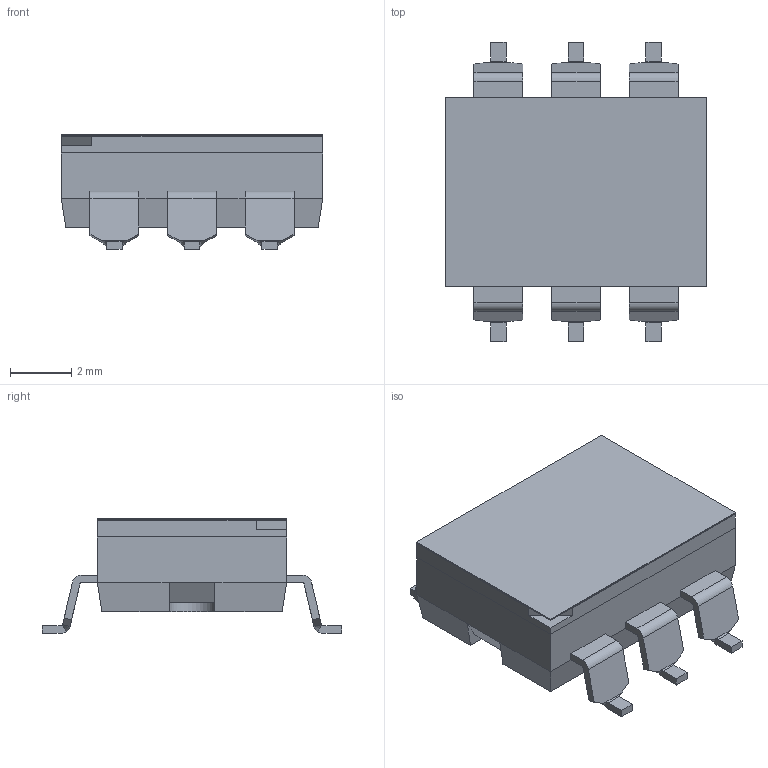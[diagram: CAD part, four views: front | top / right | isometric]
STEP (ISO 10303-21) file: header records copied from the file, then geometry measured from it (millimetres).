
FILE_DESCRIPTION(/* description */ ('Unknown'),/* implementation_level */ '2;1');
FILE_NAME(/* name */ '418121160803',/* time_stamp */ '2023-09-11T16:04:00+02:00',/* author */ ('Unknown'),/* organization */ ('Unknown'),/* preprocessor_version */ 'ST-DEVELOPER v16.7',/* originating_system */ 'Solid Edge',/* authorisation */ 'Unknown');
FILE_SCHEMA (('AUTOMOTIVE_DESIGN {1 0 10303 214 3 1 1}'));
Length unit declared in the file: millimetre
Products named in the file (8): 4181211608xx; Base 03; Terminal_front; Terminal_back; Cover 03; Actuator; Contact; Tape 03
Assembly tree (15 placements, depth 2):
  4181211608xx
    Base 03
    Terminal_front  x3
    Terminal_back  x3
    Cover 03
    Actuator  x3
    Contact  x3
    Tape 03
Bounding box: 8.56 x 9.79 x 3.75 mm (x, y, z)
Volume: 144 mm3; surface area: 713 mm2
Topology: 15 solids, 15 shells, 539 faces, 1470 edges, 961 vertices
Faces by surface type: plane 437, cylinder 80, bspline 22
Full cylindrical faces by diameter (mm): 0.45 x6, 0.5 x12, 1.9 x1
Entity records: 10485 total; most frequent: CARTESIAN_POINT 2303, ORIENTED_EDGE 1572, DIRECTION 1382, EDGE_CURVE 786, LINE 632, VECTOR 632, VERTEX_POINT 514, AXIS2_PLACEMENT_3D 375
